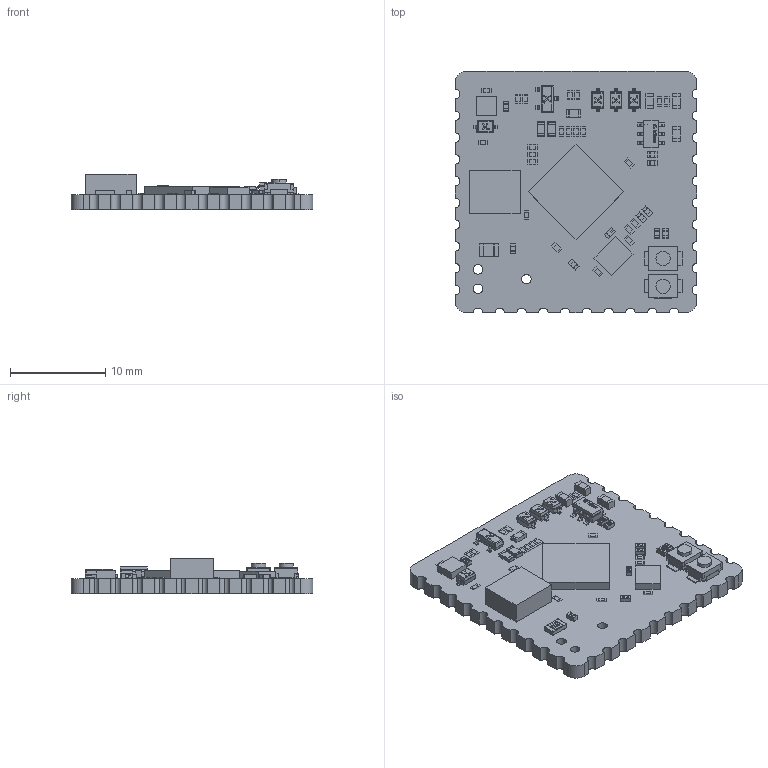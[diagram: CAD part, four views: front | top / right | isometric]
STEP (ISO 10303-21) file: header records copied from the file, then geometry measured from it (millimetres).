
FILE_DESCRIPTION(('Open CASCADE Model'),'2;1');
FILE_NAME('Open CASCADE Shape Model','2022-08-14T15:36:43',('Author'),( 'Open CASCADE'),'Open CASCADE STEP processor 6.8','Open CASCADE 6.8' ,'Unknown');
FILE_SCHEMA(('AUTOMOTIVE_DESIGN { 1 0 10303 214 1 1 1 1 }'));
Products named in the file (1): PCB
Bounding box: 25.4 x 25.4 x 3.76 mm (x, y, z)
Volume: 1157.5 mm3; surface area: 2086.1 mm2
Topology: 182 solids, 182 shells, 2480 faces, 6200 edges, 4064 vertices
Faces by surface type: plane 1884, cylinder 556, sphere 40
Full cylindrical faces by diameter (mm): 0.058 x1, 0.121 x1, 0.35 x1, 0.99 x3
Entity records: 73890 total; most frequent: CARTESIAN_POINT 12876, ORIENTED_EDGE 12320, DIRECTION 12119, EDGE_CURVE 6160, LINE 5045, VECTOR 5045, VERTEX_POINT 4064, AXIS2_PLACEMENT_3D 3537
